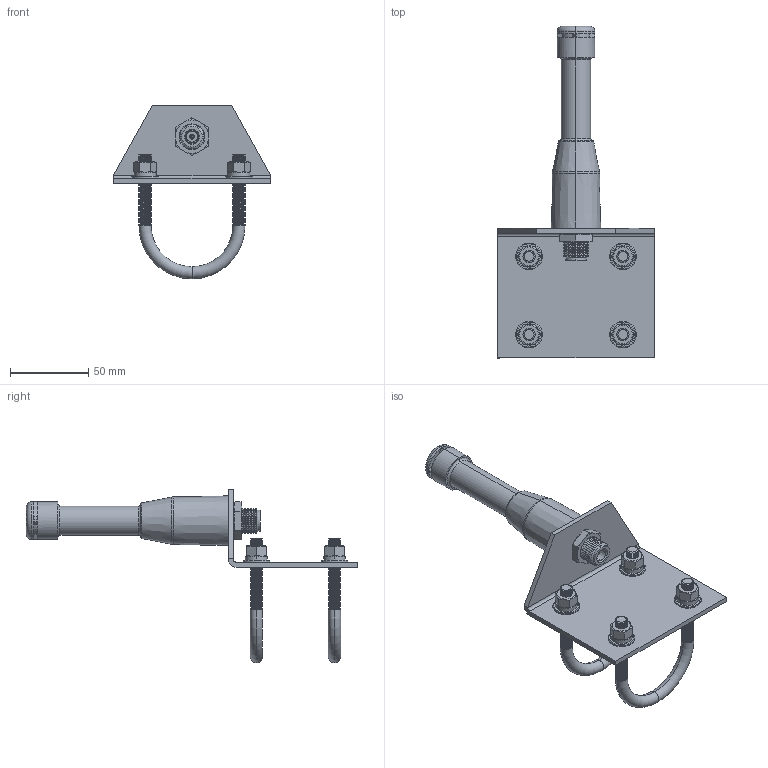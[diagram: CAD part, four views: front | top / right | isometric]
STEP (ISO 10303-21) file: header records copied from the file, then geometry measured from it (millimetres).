
FILE_DESCRIPTION (( 'STEP AP214' ), '1' );
FILE_NAME ('FM51OM1001_3D.step', '2022-12-30T18:11:16', ( '' ), ( '' ), 'SwSTEP 2.0', 'SolidWorks 2022', '' );
FILE_SCHEMA (( 'AUTOMOTIVE_DESIGN' ));
Length unit declared in the file: inch
Products named in the file (4): FM51OM1001_3D; Copy of HGV-2458-03U_U-Bolt^FM51OM1001; Copy of HGV-2458-03U_Mount Bracket^FM51OM1001; Copy of HGV-2458-03U_ANTENNA^FM51OM1001
Assembly tree (4 placements, depth 2):
  FM51OM1001_3D
    Copy of HGV-2458-03U_ANTENNA^FM51OM1001
    Copy of HGV-2458-03U_Mount Bracket^FM51OM1001
    Copy of HGV-2458-03U_U-Bolt^FM51OM1001  x2
Bounding box: 100 x 212.25 x 111.08 mm (x, y, z)
Volume: 122399.9 mm3; surface area: 55766.6 mm2
Topology: 5 solids, 9 shells, 1231 faces, 2575 edges, 1391 vertices
Faces by surface type: cone 914, plane 154, cylinder 99, torus 64
Entity records: 29259 total; most frequent: CARTESIAN_POINT 3888, DIRECTION 3867, ORIENTED_EDGE 3254, EDGE_CURVE 1627, AXIS2_PLACEMENT_3D 1520, VERTEX_POINT 901, VECTOR 827, LINE 827
